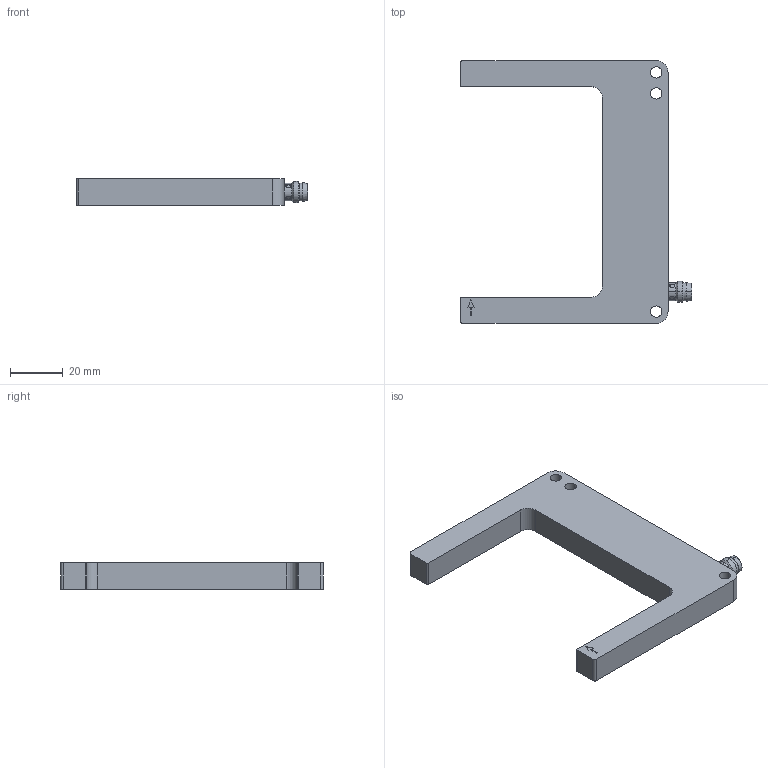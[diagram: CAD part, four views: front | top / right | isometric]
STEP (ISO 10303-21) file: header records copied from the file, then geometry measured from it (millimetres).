
FILE_DESCRIPTION (( 'STEP AP214' ), '1' );
FILE_NAME ('PSUR-0P-6F.STEP', '2020-03-15T02:33:15', ( '' ), ( '' ), 'SwSTEP 2.0', 'SolidWorks 2019', '' );
FILE_SCHEMA (( 'AUTOMOTIVE_DESIGN' ));
Length unit declared in the file: inch
Products named in the file (1): PSUR-0P-6F
Bounding box: 88 x 100 x 10 mm (x, y, z)
Volume: 35555.4 mm3; surface area: 12421.7 mm2
Topology: 1 solids, 1 shells, 95 faces, 229 edges, 147 vertices
Faces by surface type: cylinder 48, plane 35, bspline 6, cone 6
Entity records: 2983 total; most frequent: CARTESIAN_POINT 676, DIRECTION 499, ORIENTED_EDGE 446, EDGE_CURVE 223, AXIS2_PLACEMENT_3D 194, VERTEX_POINT 147, EDGE_LOOP 118, VECTOR 111
